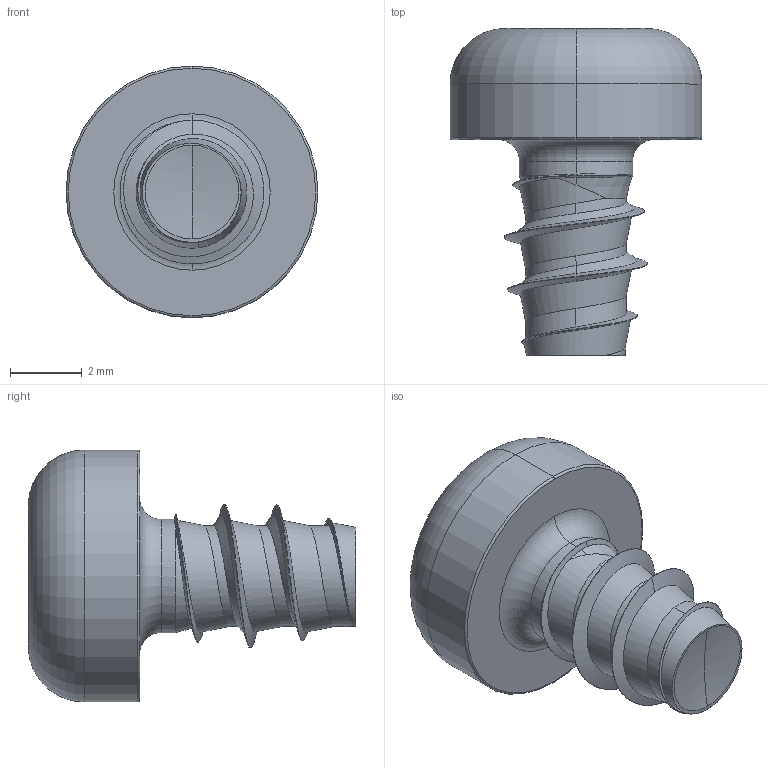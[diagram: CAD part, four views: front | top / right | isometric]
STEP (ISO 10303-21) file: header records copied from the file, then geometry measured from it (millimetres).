
FILE_DESCRIPTION (( 'STEP AP203' ), '1' );
FILE_NAME ('STP390400060.STEP', '2017-08-15T19:35:47', ( '' ), ( '' ), 'SwSTEP 2.0', 'SolidWorks 2015', '' );
FILE_SCHEMA (( 'CONFIG_CONTROL_DESIGN' ));
Length unit declared in the file: millimetre
Products named in the file (1): STP390400060
Bounding box: 7 x 9.09 x 7 mm (x, y, z)
Volume: 133.3 mm3; surface area: 224.9 mm2
Topology: 1 solids, 1 shells, 86 faces, 208 edges, 124 vertices
Faces by surface type: bspline 35, cylinder 31, cone 10, torus 6, sphere 2, plane 2
Entity records: 10373 total; most frequent: CARTESIAN_POINT 8614, ORIENTED_EDGE 412, DIRECTION 261, EDGE_CURVE 206, VERTEX_POINT 124, AXIS2_PLACEMENT_3D 108, B_SPLINE_CURVE_WITH_KNOTS 98, EDGE_LOOP 88
